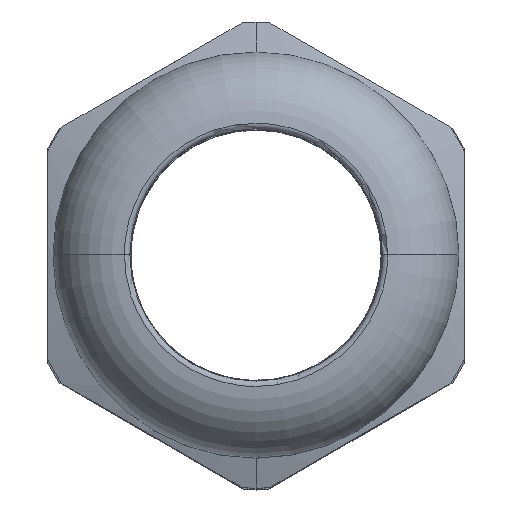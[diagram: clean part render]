
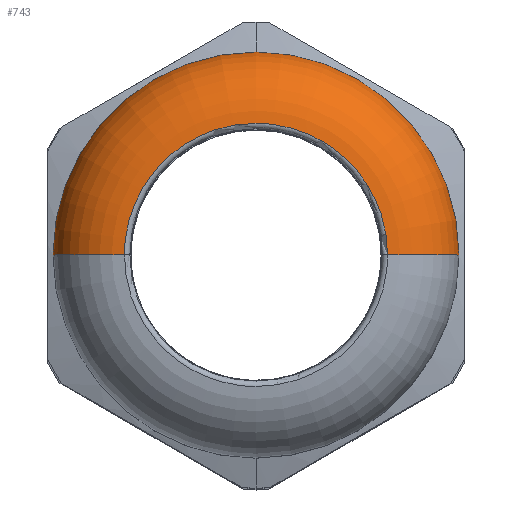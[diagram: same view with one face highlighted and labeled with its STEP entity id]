
A CAD part, top view. The second image highlights one B-rep face of the part: STEP entity #743.
In plain terms, the highlighted toroidal (fillet/blend) face has major radius 7.41 mm and minor radius 4.29 mm.
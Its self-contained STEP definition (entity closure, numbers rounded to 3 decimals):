
#519=AXIS2_PLACEMENT_3D('Circle Axis2P3D',#517,#518,$) ;
#526=AXIS2_PLACEMENT_3D('Circle Axis2P3D',#524,#525,$) ;
#566=AXIS2_PLACEMENT_3D('Circle Axis2P3D',#564,#565,$) ;
#659=AXIS2_PLACEMENT_3D('Circle Axis2P3D',#657,#658,$) ;
#673=AXIS2_PLACEMENT_3D('Torus Axis2P3D',#670,#671,#672) ;
#248=CARTESIAN_POINT('Vertex',(19.582,13.485,46.933)) ;
#269=CARTESIAN_POINT('Vertex',(4.418,13.485,46.933)) ;
#517=CARTESIAN_POINT('Axis2P3D Location',(19.41,13.485,42.647)) ;
#521=CARTESIAN_POINT('Vertex',(23.7,13.485,42.647)) ;
#524=CARTESIAN_POINT('Axis2P3D Location',(4.59,13.485,42.647)) ;
#528=CARTESIAN_POINT('Vertex',(0.3,13.485,42.647)) ;
#561=CARTESIAN_POINT('Vertex',(12.,25.185,42.647)) ;
#564=CARTESIAN_POINT('Axis2P3D Location',(12.,13.485,42.647)) ;
#657=CARTESIAN_POINT('Axis2P3D Location',(12.,13.485,42.647)) ;
#670=CARTESIAN_POINT('Axis2P3D Location',(12.,13.485,42.647)) ;
#676=CARTESIAN_POINT('Control Point',(12.,21.067,46.933)) ;
#677=CARTESIAN_POINT('Control Point',(11.462,21.068,46.933)) ;
#678=CARTESIAN_POINT('Control Point',(10.924,21.022,46.933)) ;
#679=CARTESIAN_POINT('Control Point',(10.401,20.929,46.933)) ;
#680=CARTESIAN_POINT('Control Point',(9.513,20.688,46.933)) ;
#681=CARTESIAN_POINT('Control Point',(8.674,20.317,46.933)) ;
#682=CARTESIAN_POINT('Control Point',(8.306,20.13,46.933)) ;
#683=CARTESIAN_POINT('Control Point',(7.573,19.68,46.933)) ;
#684=CARTESIAN_POINT('Control Point',(6.911,19.132,46.933)) ;
#685=CARTESIAN_POINT('Control Point',(6.615,18.845,46.933)) ;
#686=CARTESIAN_POINT('Control Point',(6.209,18.405,46.933)) ;
#687=CARTESIAN_POINT('Control Point',(5.848,17.928,46.933)) ;
#688=CARTESIAN_POINT('Control Point',(5.735,17.765,46.933)) ;
#689=CARTESIAN_POINT('Control Point',(5.53,17.454,46.933)) ;
#690=CARTESIAN_POINT('Control Point',(5.345,17.13,46.933)) ;
#691=CARTESIAN_POINT('Control Point',(5.251,16.956,46.933)) ;
#692=CARTESIAN_POINT('Control Point',(5.05,16.545,46.933)) ;
#693=CARTESIAN_POINT('Control Point',(4.881,16.119,46.933)) ;
#694=CARTESIAN_POINT('Control Point',(4.787,15.861,46.933)) ;
#695=CARTESIAN_POINT('Control Point',(4.62,15.298,46.933)) ;
#696=CARTESIAN_POINT('Control Point',(4.507,14.722,46.933)) ;
#697=CARTESIAN_POINT('Control Point',(4.47,14.449,46.933)) ;
#698=CARTESIAN_POINT('Control Point',(4.435,14.116,46.933)) ;
#699=CARTESIAN_POINT('Control Point',(4.42,13.781,46.933)) ;
#700=CARTESIAN_POINT('Control Point',(4.418,13.682,46.933)) ;
#701=CARTESIAN_POINT('Control Point',(4.417,13.583,46.933)) ;
#702=CARTESIAN_POINT('Control Point',(4.418,13.485,46.933)) ;
#703=CARTESIAN_POINT('Vertex',(12.,21.067,46.933)) ;
#707=CARTESIAN_POINT('Control Point',(19.582,13.485,46.933)) ;
#708=CARTESIAN_POINT('Control Point',(19.584,14.022,46.933)) ;
#709=CARTESIAN_POINT('Control Point',(19.537,14.561,46.933)) ;
#710=CARTESIAN_POINT('Control Point',(19.445,15.083,46.933)) ;
#711=CARTESIAN_POINT('Control Point',(19.204,15.971,46.933)) ;
#712=CARTESIAN_POINT('Control Point',(18.833,16.811,46.933)) ;
#713=CARTESIAN_POINT('Control Point',(18.646,17.179,46.933)) ;
#714=CARTESIAN_POINT('Control Point',(18.196,17.912,46.933)) ;
#715=CARTESIAN_POINT('Control Point',(17.647,18.574,46.933)) ;
#716=CARTESIAN_POINT('Control Point',(17.36,18.87,46.933)) ;
#717=CARTESIAN_POINT('Control Point',(16.92,19.276,46.933)) ;
#718=CARTESIAN_POINT('Control Point',(16.444,19.637,46.933)) ;
#719=CARTESIAN_POINT('Control Point',(16.281,19.749,46.933)) ;
#720=CARTESIAN_POINT('Control Point',(15.969,19.954,46.933)) ;
#721=CARTESIAN_POINT('Control Point',(15.645,20.14,46.933)) ;
#722=CARTESIAN_POINT('Control Point',(15.471,20.234,46.933)) ;
#723=CARTESIAN_POINT('Control Point',(15.06,20.434,46.933)) ;
#724=CARTESIAN_POINT('Control Point',(14.635,20.604,46.933)) ;
#725=CARTESIAN_POINT('Control Point',(14.376,20.697,46.933)) ;
#726=CARTESIAN_POINT('Control Point',(13.813,20.865,46.933)) ;
#727=CARTESIAN_POINT('Control Point',(13.237,20.978,46.933)) ;
#728=CARTESIAN_POINT('Control Point',(12.965,21.015,46.933)) ;
#729=CARTESIAN_POINT('Control Point',(12.631,21.049,46.933)) ;
#730=CARTESIAN_POINT('Control Point',(12.296,21.064,46.933)) ;
#731=CARTESIAN_POINT('Control Point',(12.198,21.067,46.933)) ;
#732=CARTESIAN_POINT('Control Point',(12.099,21.068,46.933)) ;
#733=CARTESIAN_POINT('Control Point',(12.,21.067,46.933)) ;
#518=DIRECTION('Axis2P3D Direction',(0.,1.,0.)) ;
#525=DIRECTION('Axis2P3D Direction',(0.,-1.,0.)) ;
#565=DIRECTION('Axis2P3D Direction',(0.,0.,-1.)) ;
#658=DIRECTION('Axis2P3D Direction',(0.,0.,-1.)) ;
#671=DIRECTION('Axis2P3D Direction',(0.,0.,-1.)) ;
#672=DIRECTION('Axis2P3D XDirection',(-1.,0.,0.)) ;
#736=ORIENTED_EDGE('',*,*,#523,.T.) ;
#737=ORIENTED_EDGE('',*,*,#568,.F.) ;
#738=ORIENTED_EDGE('',*,*,#661,.F.) ;
#739=ORIENTED_EDGE('',*,*,#530,.T.) ;
#740=ORIENTED_EDGE('',*,*,#705,.F.) ;
#741=ORIENTED_EDGE('',*,*,#734,.F.) ;
#743=ADVANCED_FACE('63078_VG_M20_OT\\Hauptk\X2\00F6\X0\rper',(#742),#674,.T.) ;
#675=B_SPLINE_CURVE_WITH_KNOTS('',5,(#676,#677,#678,#679,#680,#681,#682,#683,#684,#685,#686,#687,#688,#689,#690,#691,#692,#693,#694,#695,#696,#697,#698,#699,#700,#701,#702),.UNSPECIFIED.,.F.,.U.,(6,3,3,3,3,3,3,3,6),(0.,3.77,6.407,9.044,10.589,12.135,13.789,15.443,16.133),.UNSPECIFIED.) ;
#706=B_SPLINE_CURVE_WITH_KNOTS('',5,(#707,#708,#709,#710,#711,#712,#713,#714,#715,#716,#717,#718,#719,#720,#721,#722,#723,#724,#725,#726,#727,#728,#729,#730,#731,#732,#733),.UNSPECIFIED.,.F.,.U.,(6,3,3,3,3,3,3,3,6),(0.,3.77,6.407,9.044,10.589,12.135,13.789,15.443,16.133),.UNSPECIFIED.) ;
#520=CIRCLE('generated circle',#519,4.29) ;
#527=CIRCLE('generated circle',#526,4.29) ;
#567=CIRCLE('generated circle',#566,11.7) ;
#660=CIRCLE('generated circle',#659,11.7) ;
#674=TOROIDAL_SURFACE('homeo Torus',#673,7.41,4.29) ;
#523=EDGE_CURVE('',#249,#522,#520,.T.) ;
#530=EDGE_CURVE('',#529,#270,#527,.F.) ;
#568=EDGE_CURVE('',#562,#522,#567,.T.) ;
#661=EDGE_CURVE('',#529,#562,#660,.T.) ;
#705=EDGE_CURVE('',#704,#270,#675,.T.) ;
#734=EDGE_CURVE('',#249,#704,#706,.T.) ;
#735=EDGE_LOOP('',(#736,#737,#738,#739,#740,#741)) ;
#742=FACE_OUTER_BOUND('',#735,.T.) ;
#249=VERTEX_POINT('',#248) ;
#270=VERTEX_POINT('',#269) ;
#522=VERTEX_POINT('',#521) ;
#529=VERTEX_POINT('',#528) ;
#562=VERTEX_POINT('',#561) ;
#704=VERTEX_POINT('',#703) ;
